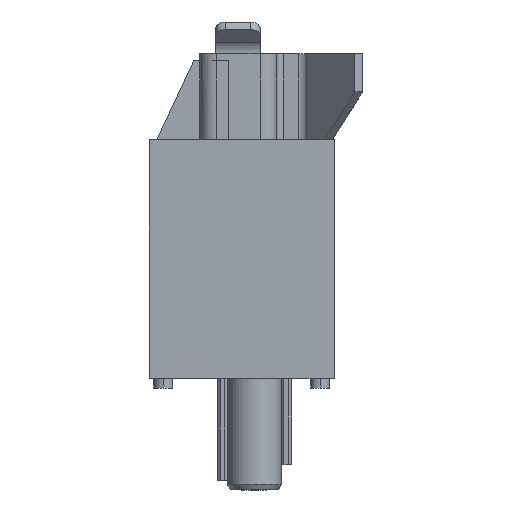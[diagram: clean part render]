
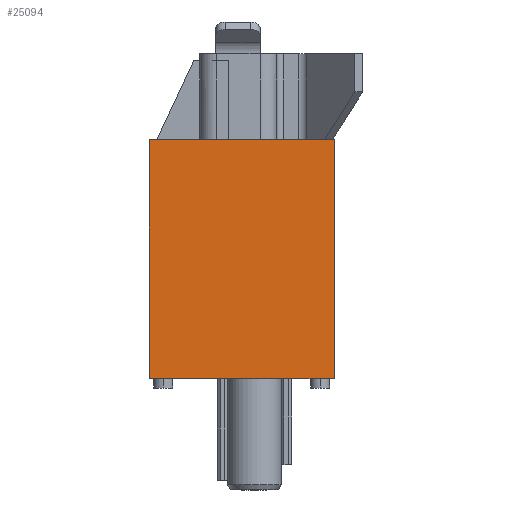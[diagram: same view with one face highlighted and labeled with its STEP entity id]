
A CAD part, left-side view. The second image highlights one B-rep face of the part: STEP entity #25094.
In plain terms, the highlighted planar face has unit normal (-1, 0, 0).
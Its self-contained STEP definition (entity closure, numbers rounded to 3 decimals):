
#134=DIRECTION('',(0.,-1.,0.));
#135=VECTOR('',#134,7.37);
#136=CARTESIAN_POINT('',(-57.785,3.685,5.16));
#137=LINE('',#136,#135);
#138=DIRECTION('',(0.,0.,-1.));
#139=VECTOR('',#138,9.53);
#140=CARTESIAN_POINT('',(-57.785,-3.685,5.16));
#141=LINE('',#140,#139);
#142=DIRECTION('',(0.,1.,0.));
#143=VECTOR('',#142,7.37);
#144=CARTESIAN_POINT('',(-57.785,-3.685,-4.37));
#145=LINE('',#144,#143);
#146=DIRECTION('',(0.,0.,1.));
#147=VECTOR('',#146,9.53);
#148=CARTESIAN_POINT('',(-57.785,3.685,-4.37));
#149=LINE('',#148,#147);
#19049=CARTESIAN_POINT('',(-57.785,-3.685,-4.37));
#19050=CARTESIAN_POINT('',(-57.785,3.685,-4.37));
#19051=VERTEX_POINT('',#19049);
#19052=VERTEX_POINT('',#19050);
#19065=CARTESIAN_POINT('',(-57.785,3.685,5.16));
#19066=CARTESIAN_POINT('',(-57.785,-3.685,5.16));
#19067=VERTEX_POINT('',#19065);
#19068=VERTEX_POINT('',#19066);
#25079=CARTESIAN_POINT('',(-57.785,0.,0.));
#25080=DIRECTION('',(1.,0.,0.));
#25081=DIRECTION('',(0.,-1.,0.));
#25082=AXIS2_PLACEMENT_3D('',#25079,#25080,#25081);
#25083=PLANE('',#25082);
#25085=ORIENTED_EDGE('',*,*,#25084,.T.);
#25087=ORIENTED_EDGE('',*,*,#25086,.T.);
#25089=ORIENTED_EDGE('',*,*,#25088,.T.);
#25091=ORIENTED_EDGE('',*,*,#25090,.T.);
#25092=EDGE_LOOP('',(#25085,#25087,#25089,#25091));
#25093=FACE_OUTER_BOUND('',#25092,.F.);
#25084=EDGE_CURVE('',#19067,#19068,#137,.T.);
#25086=EDGE_CURVE('',#19068,#19051,#141,.T.);
#25088=EDGE_CURVE('',#19051,#19052,#145,.T.);
#25090=EDGE_CURVE('',#19052,#19067,#149,.T.);
#25094=ADVANCED_FACE('',(#25093),#25083,.F.);
